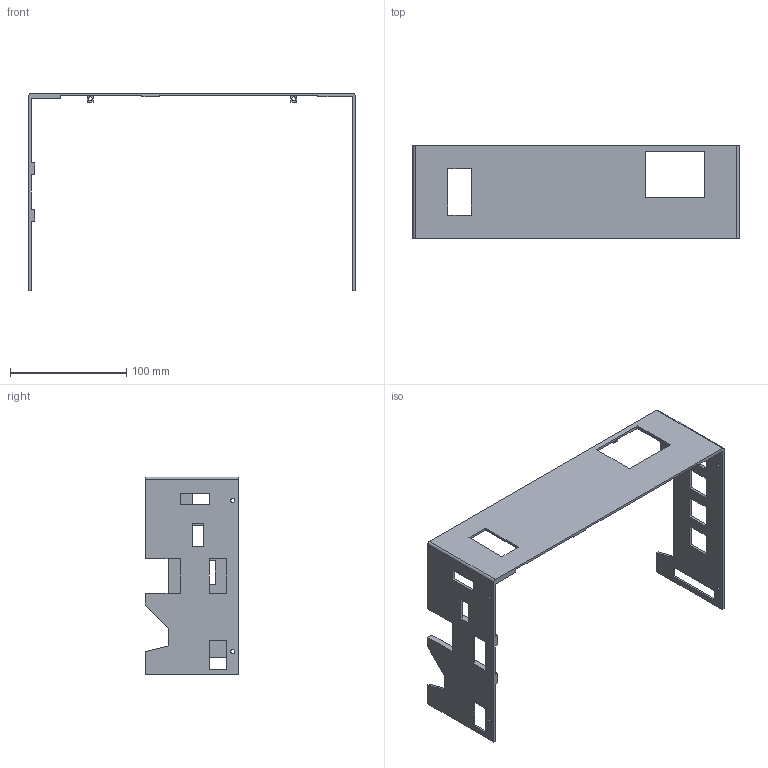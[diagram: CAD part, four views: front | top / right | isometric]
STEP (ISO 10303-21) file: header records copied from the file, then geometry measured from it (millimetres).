
FILE_DESCRIPTION(('produced by SPATIAL CORP'),'2;1');
FILE_NAME( 'casing.prt.hh.sat.stp','2002-04-19T13:56:38+00:00',('SPATIAL CORP'),('SPATIAL CORP'), 'ACIS STEP Husk','http://www.spatial.com','SPATIAL CORP');
FILE_SCHEMA(('CONFIG_CONTROL_DESIGN'));
Length unit declared in the file: millimetre
Products named in the file (1): PRODUCT_ID_1
Bounding box: 280 x 80 x 170 mm (x, y, z)
Volume: 93256.4 mm3; surface area: 85674.8 mm2
Topology: 1 solids, 1 shells, 103 faces, 311 edges, 207 vertices
Faces by surface type: plane 89, cylinder 14
Entity records: 3598 total; most frequent: ORIENTED_EDGE 622, CARTESIAN_POINT 621, DIRECTION 545, EDGE_CURVE 311, VECTOR 283, LINE 283, VERTEX_POINT 207, EDGE_LOOP 134
